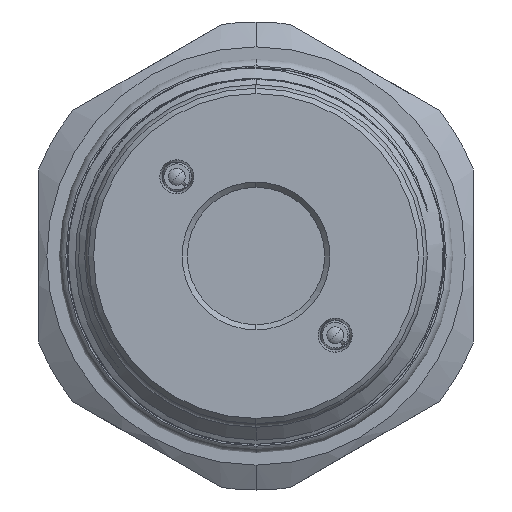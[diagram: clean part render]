
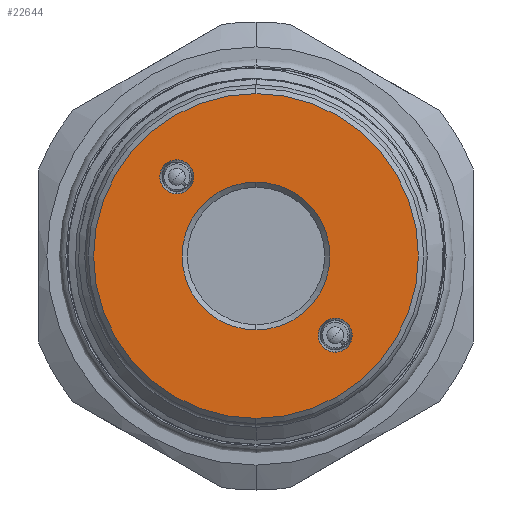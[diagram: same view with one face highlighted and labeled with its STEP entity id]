
A CAD part, left-side view. The second image highlights one B-rep face of the part: STEP entity #22644.
In plain terms, the highlighted planar face has unit normal (-1, 0, 0).
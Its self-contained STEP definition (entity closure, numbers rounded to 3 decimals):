
#69 = CARTESIAN_POINT ( 'NONE',  ( -7.9, 0., 0. ) ) ;
#70 = CARTESIAN_POINT ( 'NONE',  ( -7.9, 7.495, 9.11 ) ) ;
#1298 = ORIENTED_EDGE ( 'NONE', *, *, #16032, .F. ) ;
#2310 = VERTEX_POINT ( 'NONE', #16470 ) ;
#2348 = FACE_BOUND ( 'NONE', #16621, .T. ) ;
#2653 = VERTEX_POINT ( 'NONE', #70 ) ;
#3280 = ORIENTED_EDGE ( 'NONE', *, *, #12643, .T. ) ;
#3686 = DIRECTION ( 'NONE',  ( 1., 0., 0. ) ) ;
#4412 = EDGE_CURVE ( 'NONE', #16377, #11760, #17125, .T. ) ;
#4745 = DIRECTION ( 'NONE',  ( -1., 0., 0. ) ) ;
#4793 = CARTESIAN_POINT ( 'NONE',  ( -7.9, 0., -7. ) ) ;
#5389 = AXIS2_PLACEMENT_3D ( 'NONE', #69, #15824, #12422 ) ;
#5544 = PLANE ( 'NONE',  #13493 ) ;
#6050 = AXIS2_PLACEMENT_3D ( 'NONE', #10967, #19855, #9255 ) ;
#6536 = VERTEX_POINT ( 'NONE', #17721 ) ;
#6770 = CARTESIAN_POINT ( 'NONE',  ( -7.9, -7.495, -5.881 ) ) ;
#6774 = AXIS2_PLACEMENT_3D ( 'NONE', #9542, #4745, #20337 ) ;
#7564 = DIRECTION ( 'NONE',  ( 1., 0., 0. ) ) ;
#8092 = DIRECTION ( 'NONE',  ( -1., 0., 0. ) ) ;
#8787 = CIRCLE ( 'NONE', #6050, 1.614 ) ;
#9246 = CARTESIAN_POINT ( 'NONE',  ( -7.9, 0., 0. ) ) ;
#9255 = DIRECTION ( 'NONE',  ( 0., 0., 1. ) ) ;
#9392 = CARTESIAN_POINT ( 'NONE',  ( -7.9, -7.495, -7.495 ) ) ;
#9420 = DIRECTION ( 'NONE',  ( -1., 0., 0. ) ) ;
#9542 = CARTESIAN_POINT ( 'NONE',  ( -7.9, 0., 0. ) ) ;
#9599 = CARTESIAN_POINT ( 'NONE',  ( -7.9, -7.495, -7.495 ) ) ;
#9604 = AXIS2_PLACEMENT_3D ( 'NONE', #11652, #8092, #20380 ) ;
#9935 = EDGE_CURVE ( 'NONE', #20339, #2310, #19445, .T. ) ;
#10467 = AXIS2_PLACEMENT_3D ( 'NONE', #9599, #9420, #21966 ) ;
#10505 = ORIENTED_EDGE ( 'NONE', *, *, #9935, .T. ) ;
#10949 = CIRCLE ( 'NONE', #6774, 15.375 ) ;
#10967 = CARTESIAN_POINT ( 'NONE',  ( -7.9, 7.495, 7.495 ) ) ;
#11652 = CARTESIAN_POINT ( 'NONE',  ( -7.9, 7.495, 7.495 ) ) ;
#11666 = DIRECTION ( 'NONE',  ( 0., 0., -1. ) ) ;
#11743 = CARTESIAN_POINT ( 'NONE',  ( -7.9, 0., 0. ) ) ;
#11760 = VERTEX_POINT ( 'NONE', #6770 ) ;
#12422 = DIRECTION ( 'NONE',  ( 0., 0., -1. ) ) ;
#12452 = AXIS2_PLACEMENT_3D ( 'NONE', #9246, #3686, #12815 ) ;
#12643 = EDGE_CURVE ( 'NONE', #6536, #14091, #15800, .T. ) ;
#12815 = DIRECTION ( 'NONE',  ( 0., 0., -1. ) ) ;
#13477 = CIRCLE ( 'NONE', #10467, 1.614 ) ;
#13493 = AXIS2_PLACEMENT_3D ( 'NONE', #16358, #7564, #16206 ) ;
#13676 = FACE_BOUND ( 'NONE', #21192, .T. ) ;
#14091 = VERTEX_POINT ( 'NONE', #17702 ) ;
#14209 = FACE_BOUND ( 'NONE', #20369, .T. ) ;
#15191 = CIRCLE ( 'NONE', #9604, 1.614 ) ;
#15499 = ORIENTED_EDGE ( 'NONE', *, *, #19620, .F. ) ;
#15800 = CIRCLE ( 'NONE', #5389, 15.375 ) ;
#15824 = DIRECTION ( 'NONE',  ( -1., 0., 0. ) ) ;
#16032 = EDGE_CURVE ( 'NONE', #11760, #16377, #13477, .T. ) ;
#16206 = DIRECTION ( 'NONE',  ( 0., 0., -1. ) ) ;
#16312 = EDGE_CURVE ( 'NONE', #14091, #6536, #10949, .T. ) ;
#16358 = CARTESIAN_POINT ( 'NONE',  ( -7.9, 0., 0. ) ) ;
#16377 = VERTEX_POINT ( 'NONE', #20707 ) ;
#16407 = CARTESIAN_POINT ( 'NONE',  ( -7.9, 7.495, 5.881 ) ) ;
#16470 = CARTESIAN_POINT ( 'NONE',  ( -7.9, 0., 7. ) ) ;
#16621 = EDGE_LOOP ( 'NONE', ( #17292, #10505 ) ) ;
#16995 = DIRECTION ( 'NONE',  ( 1., 0., 0. ) ) ;
#17125 = CIRCLE ( 'NONE', #19021, 1.614 ) ;
#17292 = ORIENTED_EDGE ( 'NONE', *, *, #22941, .T. ) ;
#17702 = CARTESIAN_POINT ( 'NONE',  ( -7.9, 0., -15.375 ) ) ;
#17721 = CARTESIAN_POINT ( 'NONE',  ( -7.9, 0., 15.375 ) ) ;
#19021 = AXIS2_PLACEMENT_3D ( 'NONE', #9392, #21696, #21779 ) ;
#19162 = ORIENTED_EDGE ( 'NONE', *, *, #20047, .F. ) ;
#19445 = CIRCLE ( 'NONE', #12452, 7. ) ;
#19620 = EDGE_CURVE ( 'NONE', #2653, #19866, #15191, .T. ) ;
#19855 = DIRECTION ( 'NONE',  ( -1., 0., 0. ) ) ;
#19866 = VERTEX_POINT ( 'NONE', #16407 ) ;
#20047 = EDGE_CURVE ( 'NONE', #19866, #2653, #8787, .T. ) ;
#20337 = DIRECTION ( 'NONE',  ( 0., 0., -1. ) ) ;
#20339 = VERTEX_POINT ( 'NONE', #4793 ) ;
#20369 = EDGE_LOOP ( 'NONE', ( #15499, #19162 ) ) ;
#20380 = DIRECTION ( 'NONE',  ( 0., 0., 1. ) ) ;
#20391 = EDGE_LOOP ( 'NONE', ( #21577, #3280 ) ) ;
#20707 = CARTESIAN_POINT ( 'NONE',  ( -7.9, -7.495, -9.11 ) ) ;
#20885 = FACE_OUTER_BOUND ( 'NONE', #20391, .T. ) ;
#21147 = CIRCLE ( 'NONE', #22250, 7. ) ;
#21192 = EDGE_LOOP ( 'NONE', ( #21356, #1298 ) ) ;
#21356 = ORIENTED_EDGE ( 'NONE', *, *, #4412, .F. ) ;
#21577 = ORIENTED_EDGE ( 'NONE', *, *, #16312, .T. ) ;
#21696 = DIRECTION ( 'NONE',  ( -1., 0., 0. ) ) ;
#21779 = DIRECTION ( 'NONE',  ( 0., 0., -1. ) ) ;
#21966 = DIRECTION ( 'NONE',  ( 0., 0., -1. ) ) ;
#22250 = AXIS2_PLACEMENT_3D ( 'NONE', #11743, #16995, #11666 ) ;
#22644 = ADVANCED_FACE ( 'NONE', ( #2348, #20885, #14209, #13676 ), #5544, .F. ) ;
#22941 = EDGE_CURVE ( 'NONE', #2310, #20339, #21147, .T. ) ;
